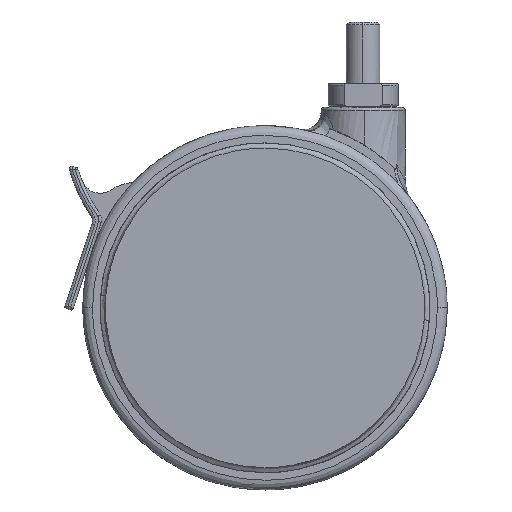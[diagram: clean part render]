
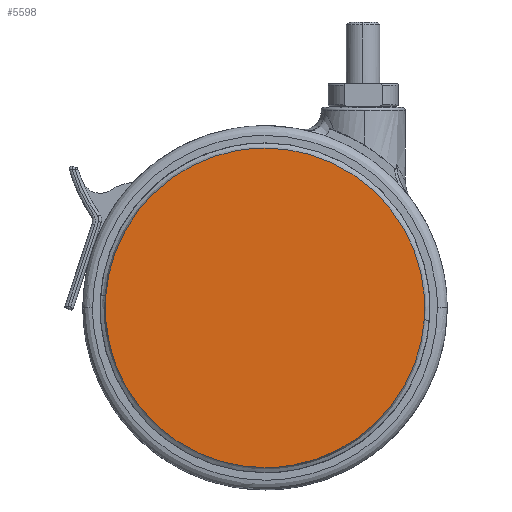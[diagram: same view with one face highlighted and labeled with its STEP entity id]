
A CAD part, front view. The second image highlights one B-rep face of the part: STEP entity #5598.
In plain terms, the highlighted free-form (B-spline) face has degree [1, 1] with [2, 2] control points.
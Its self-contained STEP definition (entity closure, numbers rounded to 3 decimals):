
#5527=CARTESIAN_POINT('',(-97.681,-25.0,-8.806));
#5528=CARTESIAN_POINT('',(-97.681,-25.0,-134.194));
#5529=CARTESIAN_POINT('',(27.681,-25.0,-8.806));
#5530=CARTESIAN_POINT('',(27.681,-25.0,-134.194));
#5531=B_SPLINE_SURFACE_WITH_KNOTS('',1,1,((#5527,#5529),(#5528,#5530)),.UNSPECIFIED.,.F.,.F.,.U.,(2,2),(2,2),(0.0,125.389),(0.0,125.362),.UNSPECIFIED.);
#5532=CARTESIAN_POINT('',(-91.838,-25.,-67.206));
#5533=VERTEX_POINT('',#5532);
#5534=CARTESIAN_POINT('',(-35.0,-25.,-14.5));
#5535=VERTEX_POINT('',#5534);
#5536=CARTESIAN_POINT('',(-91.838,-25.,-67.206));
#5537=CARTESIAN_POINT('',(-87.857,-25.,-14.5));
#5538=CARTESIAN_POINT('',(-35.0,-25.,-14.5));
#5546=(BOUNDED_CURVE()B_SPLINE_CURVE(2,(#5536,#5537,#5538),.UNSPECIFIED.,.F.,.U.)B_SPLINE_CURVE_WITH_KNOTS((3,3),(0.763,1.0),.UNSPECIFIED.)CURVE()GEOMETRIC_REPRESENTATION_ITEM()RATIONAL_B_SPLINE_CURVE((0.971,0.722,1.0))REPRESENTATION_ITEM(''));
#5547=EDGE_CURVE('',#5533,#5535,#5546,.T.);
#5548=ORIENTED_EDGE('',*,*,#5547,.F.);
#5549=CARTESIAN_POINT('',(-35.0,-25.0,-128.5));
#5550=VERTEX_POINT('',#5549);
#5551=CARTESIAN_POINT('',(-35.0,-25.0,-128.5));
#5552=CARTESIAN_POINT('',(-92.,-25.,-128.5));
#5553=CARTESIAN_POINT('',(-92.,-25.,-71.5));
#5554=CARTESIAN_POINT('',(-92.,-25.,-69.35));
#5555=CARTESIAN_POINT('',(-91.838,-25.,-67.206));
#5563=(BOUNDED_CURVE()B_SPLINE_CURVE(2,(#5551,#5552,#5553,#5554,#5555),.UNSPECIFIED.,.F.,.U.)B_SPLINE_CURVE_WITH_KNOTS((3,2,3),(0.5,0.75,0.763),.UNSPECIFIED.)CURVE()GEOMETRIC_REPRESENTATION_ITEM()RATIONAL_B_SPLINE_CURVE((1.0,0.707,1.0,0.985,0.971))REPRESENTATION_ITEM(''));
#5564=EDGE_CURVE('',#5550,#5533,#5563,.T.);
#5565=ORIENTED_EDGE('',*,*,#5564,.F.);
#5566=CARTESIAN_POINT('',(21.838,-25.,-75.794));
#5567=VERTEX_POINT('',#5566);
#5568=CARTESIAN_POINT('',(21.838,-25.,-75.794));
#5569=CARTESIAN_POINT('',(17.857,-25.,-128.5));
#5570=CARTESIAN_POINT('',(-35.0,-25.0,-128.5));
#5578=(BOUNDED_CURVE()B_SPLINE_CURVE(2,(#5568,#5569,#5570),.UNSPECIFIED.,.F.,.U.)B_SPLINE_CURVE_WITH_KNOTS((3,3),(0.263,0.5),.UNSPECIFIED.)CURVE()GEOMETRIC_REPRESENTATION_ITEM()RATIONAL_B_SPLINE_CURVE((0.971,0.722,1.0))REPRESENTATION_ITEM(''));
#5579=EDGE_CURVE('',#5567,#5550,#5578,.T.);
#5580=ORIENTED_EDGE('',*,*,#5579,.F.);
#5581=CARTESIAN_POINT('',(-35.0,-25.,-14.5));
#5582=CARTESIAN_POINT('',(22.,-25.,-14.5));
#5583=CARTESIAN_POINT('',(22.,-25.,-71.5));
#5584=CARTESIAN_POINT('',(22.,-25.,-73.65));
#5585=CARTESIAN_POINT('',(21.838,-25.,-75.794));
#5593=(BOUNDED_CURVE()B_SPLINE_CURVE(2,(#5581,#5582,#5583,#5584,#5585),.UNSPECIFIED.,.F.,.U.)B_SPLINE_CURVE_WITH_KNOTS((3,2,3),(0.0,0.25,0.263),.UNSPECIFIED.)CURVE()GEOMETRIC_REPRESENTATION_ITEM()RATIONAL_B_SPLINE_CURVE((1.0,0.707,1.0,0.985,0.971))REPRESENTATION_ITEM(''));
#5594=EDGE_CURVE('',#5535,#5567,#5593,.T.);
#5595=ORIENTED_EDGE('',*,*,#5594,.F.);
#5596=EDGE_LOOP('',(#5548,#5565,#5580,#5595));
#5597=FACE_OUTER_BOUND('',#5596,.T.);
#5598=ADVANCED_FACE('',(#5597),#5531,.T.);
